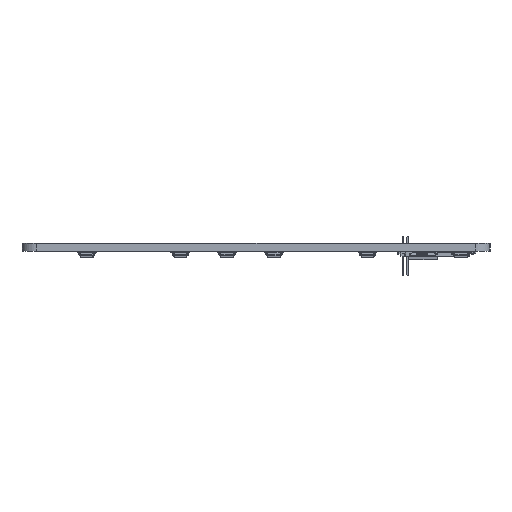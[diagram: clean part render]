
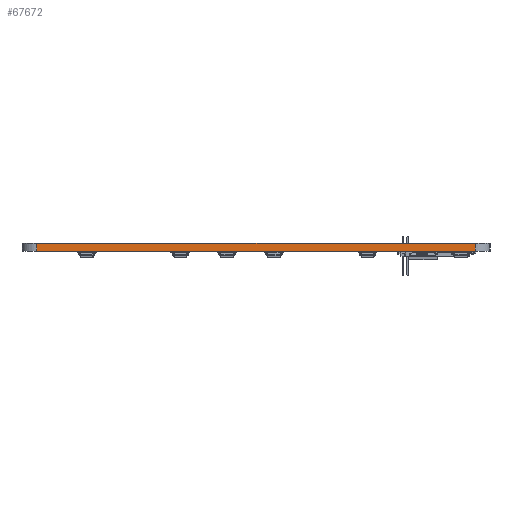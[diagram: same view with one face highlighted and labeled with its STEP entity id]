
A CAD part, left-side view. The second image highlights one B-rep face of the part: STEP entity #67672.
In plain terms, the highlighted planar face has unit normal (-1, 0, 0).
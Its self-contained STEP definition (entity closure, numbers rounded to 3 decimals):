
#46829 = PLANE('',#46830);
#46830 = AXIS2_PLACEMENT_3D('',#46831,#46832,#46833);
#46831 = CARTESIAN_POINT('',(0.,0.,1.6));
#46832 = DIRECTION('',(0.,0.,1.));
#46833 = DIRECTION('',(1.,0.,-0.));
#46888 = PLANE('',#46889);
#46889 = AXIS2_PLACEMENT_3D('',#46890,#46891,#46892);
#46890 = CARTESIAN_POINT('',(0.,0.,0.));
#46891 = DIRECTION('',(0.,0.,1.));
#46892 = DIRECTION('',(1.,0.,-0.));
#46925 = CYLINDRICAL_SURFACE('',#46926,3.);
#46926 = AXIS2_PLACEMENT_3D('',#46927,#46928,#46929);
#46927 = CARTESIAN_POINT('',(3.,-3.,0.));
#46928 = DIRECTION('',(0.,0.,-1.));
#46929 = DIRECTION('',(-1.,0.,0.));
#47062 = VERTEX_POINT('',#47063);
#47063 = CARTESIAN_POINT('',(0.,-3.,0.));
#47089 = EDGE_CURVE('',#47090,#47062,#47092,.T.);
#47090 = VERTEX_POINT('',#47091);
#47091 = CARTESIAN_POINT('',(0.,-92.25,0.));
#47092 = SURFACE_CURVE('',#47093,(#47097,#47104),.PCURVE_S1.);
#47093 = LINE('',#47094,#47095);
#47094 = CARTESIAN_POINT('',(0.,-92.25,0.));
#47095 = VECTOR('',#47096,1.);
#47096 = DIRECTION('',(0.,1.,0.));
#47097 = PCURVE('',#46888,#47098);
#47098 = DEFINITIONAL_REPRESENTATION('',(#47099),#47103);
#47099 = LINE('',#47100,#47101);
#47100 = CARTESIAN_POINT('',(0.,-92.25));
#47101 = VECTOR('',#47102,1.);
#47102 = DIRECTION('',(0.,1.));
#47103 = ( GEOMETRIC_REPRESENTATION_CONTEXT(2) 
PARAMETRIC_REPRESENTATION_CONTEXT() REPRESENTATION_CONTEXT('2D SPACE',''
  ) );
#47104 = PCURVE('',#47105,#47110);
#47105 = PLANE('',#47106);
#47106 = AXIS2_PLACEMENT_3D('',#47107,#47108,#47109);
#47107 = CARTESIAN_POINT('',(0.,-92.25,0.));
#47108 = DIRECTION('',(-1.,0.,0.));
#47109 = DIRECTION('',(0.,1.,0.));
#47110 = DEFINITIONAL_REPRESENTATION('',(#47111),#47115);
#47111 = LINE('',#47112,#47113);
#47112 = CARTESIAN_POINT('',(0.,0.));
#47113 = VECTOR('',#47114,1.);
#47114 = DIRECTION('',(1.,0.));
#47115 = ( GEOMETRIC_REPRESENTATION_CONTEXT(2) 
PARAMETRIC_REPRESENTATION_CONTEXT() REPRESENTATION_CONTEXT('2D SPACE',''
  ) );
#47138 = CYLINDRICAL_SURFACE('',#47139,3.);
#47139 = AXIS2_PLACEMENT_3D('',#47140,#47141,#47142);
#47140 = CARTESIAN_POINT('',(3.,-92.25,0.));
#47141 = DIRECTION('',(0.,0.,-1.));
#47142 = DIRECTION('',(0.,-1.,-0.));
#58131 = VERTEX_POINT('',#58132);
#58132 = CARTESIAN_POINT('',(0.,-3.,1.6));
#58158 = EDGE_CURVE('',#58159,#58131,#58161,.T.);
#58159 = VERTEX_POINT('',#58160);
#58160 = CARTESIAN_POINT('',(0.,-92.25,1.6));
#58161 = SURFACE_CURVE('',#58162,(#58166,#58173),.PCURVE_S1.);
#58162 = LINE('',#58163,#58164);
#58163 = CARTESIAN_POINT('',(0.,-92.25,1.6));
#58164 = VECTOR('',#58165,1.);
#58165 = DIRECTION('',(0.,1.,0.));
#58166 = PCURVE('',#46829,#58167);
#58167 = DEFINITIONAL_REPRESENTATION('',(#58168),#58172);
#58168 = LINE('',#58169,#58170);
#58169 = CARTESIAN_POINT('',(0.,-92.25));
#58170 = VECTOR('',#58171,1.);
#58171 = DIRECTION('',(0.,1.));
#58172 = ( GEOMETRIC_REPRESENTATION_CONTEXT(2) 
PARAMETRIC_REPRESENTATION_CONTEXT() REPRESENTATION_CONTEXT('2D SPACE',''
  ) );
#58173 = PCURVE('',#47105,#58174);
#58174 = DEFINITIONAL_REPRESENTATION('',(#58175),#58179);
#58175 = LINE('',#58176,#58177);
#58176 = CARTESIAN_POINT('',(0.,-1.6));
#58177 = VECTOR('',#58178,1.);
#58178 = DIRECTION('',(1.,0.));
#58179 = ( GEOMETRIC_REPRESENTATION_CONTEXT(2) 
PARAMETRIC_REPRESENTATION_CONTEXT() REPRESENTATION_CONTEXT('2D SPACE',''
  ) );
#67622 = EDGE_CURVE('',#47062,#58131,#67623,.T.);
#67623 = SURFACE_CURVE('',#67624,(#67628,#67635),.PCURVE_S1.);
#67624 = LINE('',#67625,#67626);
#67625 = CARTESIAN_POINT('',(0.,-3.,0.));
#67626 = VECTOR('',#67627,1.);
#67627 = DIRECTION('',(0.,0.,1.));
#67628 = PCURVE('',#46925,#67629);
#67629 = DEFINITIONAL_REPRESENTATION('',(#67630),#67634);
#67630 = LINE('',#67631,#67632);
#67631 = CARTESIAN_POINT('',(0.,0.));
#67632 = VECTOR('',#67633,1.);
#67633 = DIRECTION('',(0.,-1.));
#67634 = ( GEOMETRIC_REPRESENTATION_CONTEXT(2) 
PARAMETRIC_REPRESENTATION_CONTEXT() REPRESENTATION_CONTEXT('2D SPACE',''
  ) );
#67635 = PCURVE('',#47105,#67636);
#67636 = DEFINITIONAL_REPRESENTATION('',(#67637),#67641);
#67637 = LINE('',#67638,#67639);
#67638 = CARTESIAN_POINT('',(89.25,0.));
#67639 = VECTOR('',#67640,1.);
#67640 = DIRECTION('',(0.,-1.));
#67641 = ( GEOMETRIC_REPRESENTATION_CONTEXT(2) 
PARAMETRIC_REPRESENTATION_CONTEXT() REPRESENTATION_CONTEXT('2D SPACE',''
  ) );
#67672 = ADVANCED_FACE('',(#67673),#47105,.T.);
#67673 = FACE_BOUND('',#67674,.T.);
#67674 = EDGE_LOOP('',(#67675,#67696,#67697,#67698));
#67675 = ORIENTED_EDGE('',*,*,#67676,.T.);
#67676 = EDGE_CURVE('',#47090,#58159,#67677,.T.);
#67677 = SURFACE_CURVE('',#67678,(#67682,#67689),.PCURVE_S1.);
#67678 = LINE('',#67679,#67680);
#67679 = CARTESIAN_POINT('',(0.,-92.25,0.));
#67680 = VECTOR('',#67681,1.);
#67681 = DIRECTION('',(0.,0.,1.));
#67682 = PCURVE('',#47105,#67683);
#67683 = DEFINITIONAL_REPRESENTATION('',(#67684),#67688);
#67684 = LINE('',#67685,#67686);
#67685 = CARTESIAN_POINT('',(0.,0.));
#67686 = VECTOR('',#67687,1.);
#67687 = DIRECTION('',(0.,-1.));
#67688 = ( GEOMETRIC_REPRESENTATION_CONTEXT(2) 
PARAMETRIC_REPRESENTATION_CONTEXT() REPRESENTATION_CONTEXT('2D SPACE',''
  ) );
#67689 = PCURVE('',#47138,#67690);
#67690 = DEFINITIONAL_REPRESENTATION('',(#67691),#67695);
#67691 = LINE('',#67692,#67693);
#67692 = CARTESIAN_POINT('',(1.571,0.));
#67693 = VECTOR('',#67694,1.);
#67694 = DIRECTION('',(0.,-1.));
#67695 = ( GEOMETRIC_REPRESENTATION_CONTEXT(2) 
PARAMETRIC_REPRESENTATION_CONTEXT() REPRESENTATION_CONTEXT('2D SPACE',''
  ) );
#67696 = ORIENTED_EDGE('',*,*,#58158,.T.);
#67697 = ORIENTED_EDGE('',*,*,#67622,.F.);
#67698 = ORIENTED_EDGE('',*,*,#47089,.F.);
